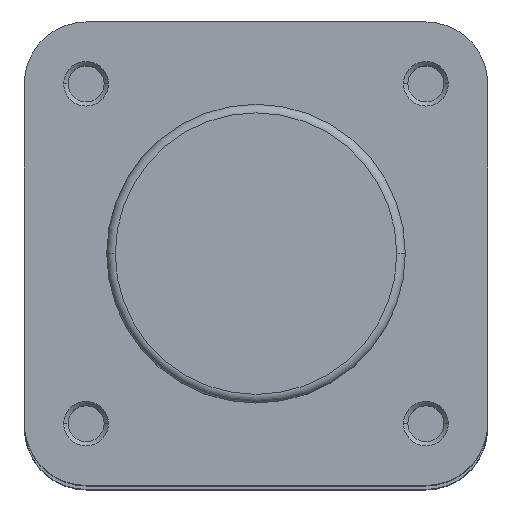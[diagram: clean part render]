
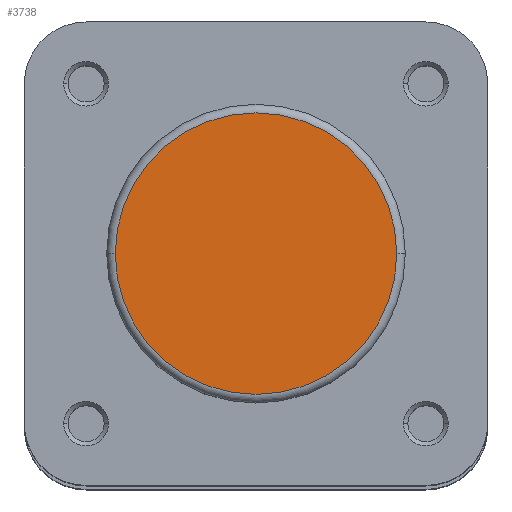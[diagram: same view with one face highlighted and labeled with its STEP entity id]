
A CAD part, top view. The second image highlights one B-rep face of the part: STEP entity #3738.
In plain terms, the highlighted planar face has unit normal (0, 0, 1).
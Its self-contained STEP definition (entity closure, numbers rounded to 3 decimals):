
#77 = EDGE_CURVE ( 'NONE', #2487, #2486, #3430, .T. ) ;
#285 = EDGE_CURVE ( 'NONE', #2486, #2487, #3834, .T. ) ;
#358 = AXIS2_PLACEMENT_3D ( 'NONE', #2778, #2779, #2780 ) ;
#473 = AXIS2_PLACEMENT_3D ( 'NONE', #3322, #3333, #3334 ) ;
#618 = AXIS2_PLACEMENT_3D ( 'NONE', #1938, #1946, #1947 ) ;
#1049 = FACE_OUTER_BOUND ( 'NONE', #3881, .T. ) ;
#1441 = CARTESIAN_POINT ( 'NONE',  ( -16.4, 0., 0. ) ) ;
#1442 = CARTESIAN_POINT ( 'NONE',  ( 16.4, 0., 0. ) ) ;
#1934 = PLANE ( 'NONE',  #618 ) ;
#1938 = CARTESIAN_POINT ( 'NONE',  ( 0., 17.4, 0. ) ) ;
#1946 = DIRECTION ( 'NONE',  ( 0., 0., -1. ) ) ;
#1947 = DIRECTION ( 'NONE',  ( -1., 0., 0. ) ) ;
#2486 = VERTEX_POINT ( 'NONE', #1441 ) ;
#2487 = VERTEX_POINT ( 'NONE', #1442 ) ;
#2778 = CARTESIAN_POINT ( 'NONE',  ( 0., 0., 0. ) ) ;
#2779 = DIRECTION ( 'NONE',  ( 0., 0., 1. ) ) ;
#2780 = DIRECTION ( 'NONE',  ( -1., 0., 0. ) ) ;
#3322 = CARTESIAN_POINT ( 'NONE',  ( 0., 0., 0. ) ) ;
#3333 = DIRECTION ( 'NONE',  ( 0., 0., 1. ) ) ;
#3334 = DIRECTION ( 'NONE',  ( -1., 0., 0. ) ) ;
#3430 = CIRCLE ( 'NONE', #358, 16.4 ) ;
#3738 = ADVANCED_FACE ( 'NONE', ( #1049 ), #1934, .F. ) ;
#3834 = CIRCLE ( 'NONE', #473, 16.4 ) ;
#3881 = EDGE_LOOP ( 'NONE', ( #4300, #4299 ) ) ;
#4299 = ORIENTED_EDGE ( 'NONE', *, *, #77, .T. ) ;
#4300 = ORIENTED_EDGE ( 'NONE', *, *, #285, .T. ) ;
